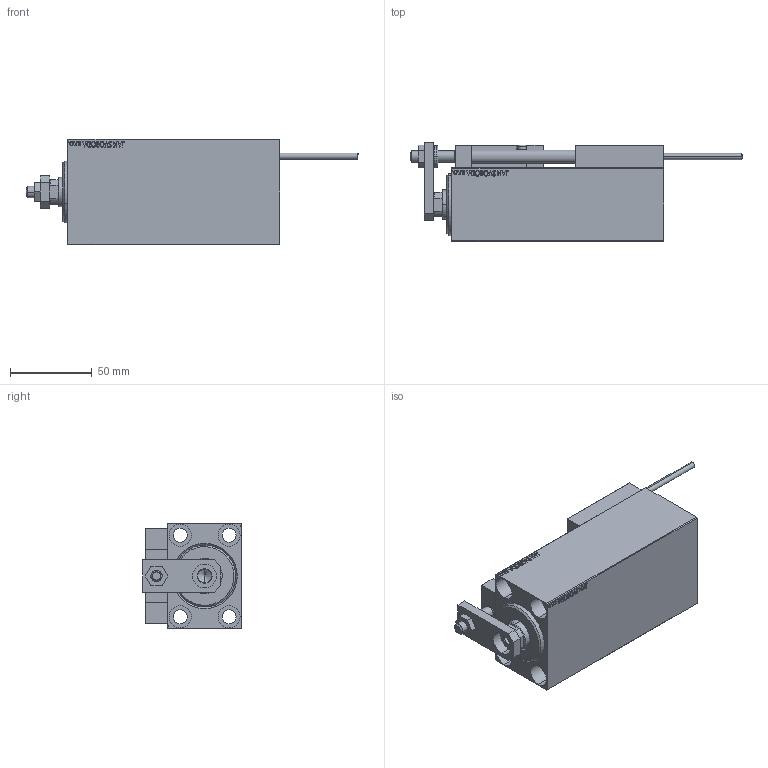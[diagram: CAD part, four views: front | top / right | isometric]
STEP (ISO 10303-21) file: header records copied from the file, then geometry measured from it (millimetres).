
FILE_DESCRIPTION (( 'STEP AP203' ), '1' );
FILE_NAME ('3ddd.STEP', '2022-04-17T02:42:33', ( '' ), ( '' ), 'SwSTEP 2.0', 'SolidWorks 2019', '' );
FILE_SCHEMA (( 'CONFIG_CONTROL_DESIGN' ));
Length unit declared in the file: millimetre
Products named in the file (15): 3ddd; NUT_D12 cf43dc90d99e85811ec424b402c4a7bf; V450CM_C_Body cf43dc90d99e85811ec424b402c4a7bf; SWITCH_X_FRONT_BACK cf43dc90d99e85811ec424b402c4a7bf; MAGNET cf43dc90d99e85811ec424b402c4a7bf; TYC_L79 cf43dc90d99e85811ec424b402c4a7bf; Block cf43dc90d99e85811ec424b402c4a7bf; V450CM_C_VCP cf43dc90d99e85811ec424b402c4a7bf; ALLEN BOLT D8 cf43dc90d99e85811ec424b402c4a7bf; ALLEN BOLT D5 cf43dc90d99e85811ec424b402c4a7bf; SWITCH X cf43dc90d99e85811ec424b402c4a7bf; SWITCH DIM B,W cf43dc90d99e85811ec424b402c4a7bf; KONCOVKA cf43dc90d99e85811ec424b402c4a7bf; V450CM_VC_B cf43dc90d99e85811ec424b402c4a7bf; ZARAZKA cf43dc90d99e85811ec424b402c4a7bf
Assembly tree (24 placements, depth 3):
  3ddd
    V450CM_C_Body cf43dc90d99e85811ec424b402c4a7bf
    SWITCH X cf43dc90d99e85811ec424b402c4a7bf
      SWITCH_X_FRONT_BACK cf43dc90d99e85811ec424b402c4a7bf  x2
      TYC_L79 cf43dc90d99e85811ec424b402c4a7bf
      Block cf43dc90d99e85811ec424b402c4a7bf  x2
      ALLEN BOLT D5 cf43dc90d99e85811ec424b402c4a7bf  x4
      ALLEN BOLT D8 cf43dc90d99e85811ec424b402c4a7bf  x4
      MAGNET cf43dc90d99e85811ec424b402c4a7bf  x2
      KONCOVKA cf43dc90d99e85811ec424b402c4a7bf  x2
    NUT_D12 cf43dc90d99e85811ec424b402c4a7bf
    SWITCH DIM B,W cf43dc90d99e85811ec424b402c4a7bf
    ZARAZKA cf43dc90d99e85811ec424b402c4a7bf
    V450CM_C_VCP cf43dc90d99e85811ec424b402c4a7bf
    V450CM_VC_B cf43dc90d99e85811ec424b402c4a7bf
Bounding box: 203.7 x 60.5 x 65 mm (x, y, z)
Volume: 373805.2 mm3; surface area: 99913 mm2
Topology: 23 solids, 23 shells, 1282 faces, 3073 edges, 1965 vertices
Faces by surface type: plane 560, bspline 380, cylinder 188, cone 106, torus 44, sphere 4
Entity records: 50316 total; most frequent: CARTESIAN_POINT 26025, ORIENTED_EDGE 5166, DIRECTION 3461, EDGE_CURVE 2583, VERTEX_POINT 1689, LINE 1487, VECTOR 1487, EDGE_LOOP 1192
